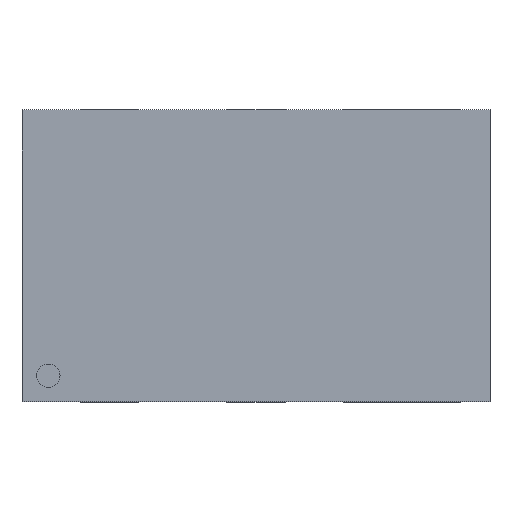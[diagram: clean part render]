
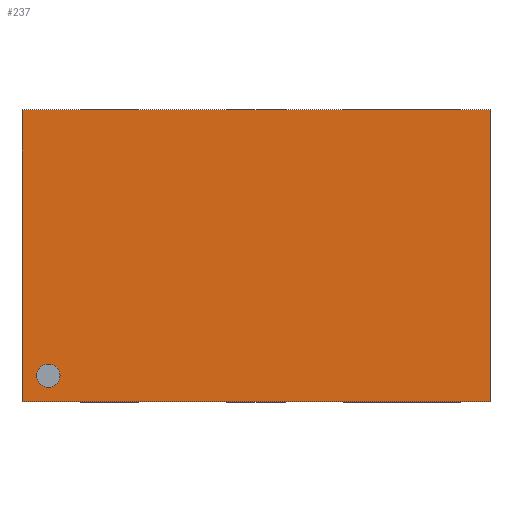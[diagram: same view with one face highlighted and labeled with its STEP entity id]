
A CAD part, top view. The second image highlights one B-rep face of the part: STEP entity #237.
In plain terms, the highlighted planar face has unit normal (0, 0, -1).
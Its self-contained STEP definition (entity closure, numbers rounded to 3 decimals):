
#75 = VERTEX_POINT('',#76);
#76 = CARTESIAN_POINT('',(-0.75,-0.41,0.4));
#82 = EDGE_CURVE('',#75,#83,#85,.T.);
#83 = VERTEX_POINT('',#84);
#84 = CARTESIAN_POINT('',(-0.67,-0.41,0.4));
#85 = CIRCLE('',#86,0.04);
#86 = AXIS2_PLACEMENT_3D('',#87,#88,#89);
#87 = CARTESIAN_POINT('',(-0.71,-0.41,0.4));
#88 = DIRECTION('',(0.,0.,-1.));
#89 = DIRECTION('',(1.,0.,0.));
#145 = EDGE_CURVE('',#146,#148,#150,.T.);
#146 = VERTEX_POINT('',#147);
#147 = CARTESIAN_POINT('',(-0.8,0.499,0.4));
#148 = VERTEX_POINT('',#149);
#149 = CARTESIAN_POINT('',(0.8,0.499,0.4));
#150 = LINE('',#151,#152);
#151 = CARTESIAN_POINT('',(-0.8,0.499,0.4));
#152 = VECTOR('',#153,1.);
#153 = DIRECTION('',(1.,0.,-0.));
#179 = VERTEX_POINT('',#180);
#180 = CARTESIAN_POINT('',(0.8,-0.499,0.4));
#186 = EDGE_CURVE('',#148,#179,#187,.T.);
#187 = LINE('',#188,#189);
#188 = CARTESIAN_POINT('',(0.8,-0.499,0.4));
#189 = VECTOR('',#190,1.);
#190 = DIRECTION('',(-0.,-1.,-0.));
#200 = EDGE_CURVE('',#201,#179,#203,.T.);
#201 = VERTEX_POINT('',#202);
#202 = CARTESIAN_POINT('',(-0.8,-0.499,0.4));
#203 = LINE('',#204,#205);
#204 = CARTESIAN_POINT('',(-0.8,-0.499,0.4));
#205 = VECTOR('',#206,1.);
#206 = DIRECTION('',(1.,0.,-0.));
#225 = EDGE_CURVE('',#146,#201,#226,.T.);
#226 = LINE('',#227,#228);
#227 = CARTESIAN_POINT('',(-0.8,-0.499,0.4));
#228 = VECTOR('',#229,1.);
#229 = DIRECTION('',(-0.,-1.,-0.));
#237 = ADVANCED_FACE('',(#238,#248),#254,.F.);
#238 = FACE_BOUND('',#239,.T.);
#239 = EDGE_LOOP('',(#240,#247));
#240 = ORIENTED_EDGE('',*,*,#241,.F.);
#241 = EDGE_CURVE('',#83,#75,#242,.T.);
#242 = CIRCLE('',#243,0.04);
#243 = AXIS2_PLACEMENT_3D('',#244,#245,#246);
#244 = CARTESIAN_POINT('',(-0.71,-0.41,0.4));
#245 = DIRECTION('',(0.,0.,-1.));
#246 = DIRECTION('',(1.,0.,0.));
#247 = ORIENTED_EDGE('',*,*,#82,.F.);
#248 = FACE_BOUND('',#249,.T.);
#249 = EDGE_LOOP('',(#250,#251,#252,#253));
#250 = ORIENTED_EDGE('',*,*,#186,.T.);
#251 = ORIENTED_EDGE('',*,*,#200,.F.);
#252 = ORIENTED_EDGE('',*,*,#225,.F.);
#253 = ORIENTED_EDGE('',*,*,#145,.T.);
#254 = PLANE('',#255);
#255 = AXIS2_PLACEMENT_3D('',#256,#257,#258);
#256 = CARTESIAN_POINT('',(-0.8,-0.499,0.4));
#257 = DIRECTION('',(0.,0.,1.));
#258 = DIRECTION('',(1.,0.,-0.));
